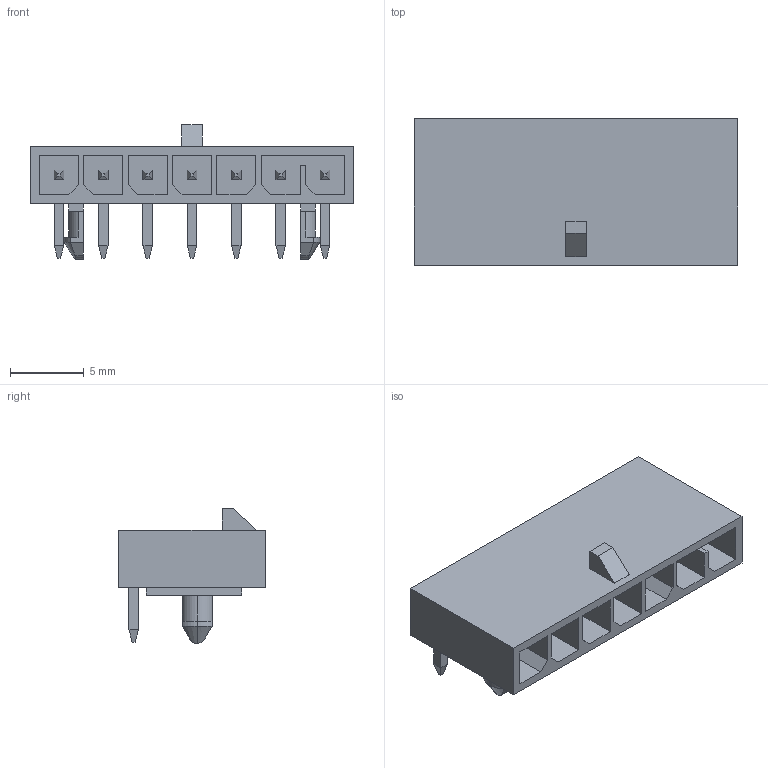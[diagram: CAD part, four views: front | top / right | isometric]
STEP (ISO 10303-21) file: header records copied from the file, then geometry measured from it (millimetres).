
FILE_DESCRIPTION(('STEP AP242'),'1');
FILE_NAME('2157601007.stp','2025-05-02T20:01:40',('TraceParts'),('TraceParts S.A.'),'Spatial InterOp 3D',' ',' ');
FILE_SCHEMA(('AP242_MANAGED_MODEL_BASED_3D_ENGINEERING_MIM_LF {1 0 10303 442 1 1 4}'));
Length unit declared in the file: millimetre
Products named in the file (1): 2157601007
Bounding box: 21.85 x 9.91 x 9.12 mm (x, y, z)
Volume: 560 mm3; surface area: 1328.4 mm2
Topology: 1 solids, 1 shells, 216 faces, 505 edges, 314 vertices
Faces by surface type: plane 200, cylinder 12, cone 4
Entity records: 6102 total; most frequent: CARTESIAN_POINT 1164, ORIENTED_EDGE 1010, DIRECTION 951, EDGE_CURVE 505, LINE 477, VECTOR 477, VERTEX_POINT 314, EDGE_LOOP 239
